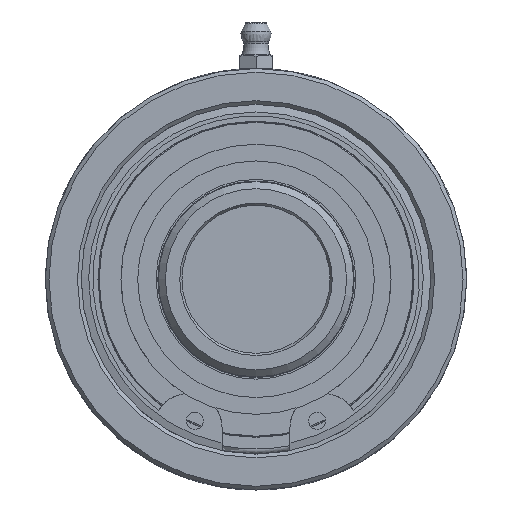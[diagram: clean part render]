
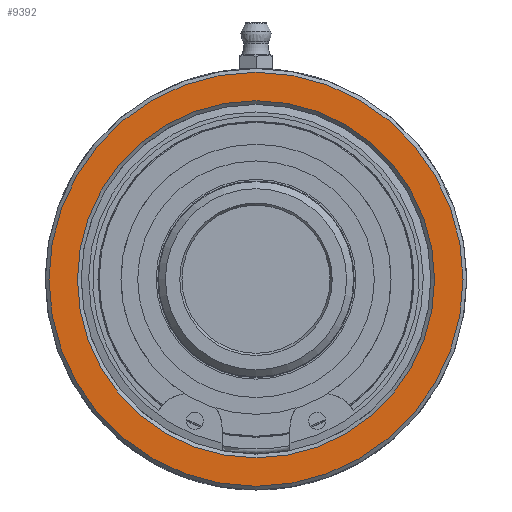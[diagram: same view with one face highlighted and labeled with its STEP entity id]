
A CAD part, left-side view. The second image highlights one B-rep face of the part: STEP entity #9392.
In plain terms, the highlighted planar face has unit normal (-1, 0, 0).
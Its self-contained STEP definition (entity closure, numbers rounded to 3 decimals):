
#452=FACE_BOUND('',#3241,.T.);
#1856=CIRCLE('',#10255,38.34);
#1857=CIRCLE('',#10257,44.45);
#2231=PLANE('',#10256);
#2666=FACE_OUTER_BOUND('',#3240,.T.);
#3240=EDGE_LOOP('',(#8296));
#3241=EDGE_LOOP('',(#8297));
#4481=VERTEX_POINT('',#20514);
#4482=VERTEX_POINT('',#20518);
#5795=EDGE_CURVE('',#4481,#4481,#1856,.T.);
#5796=EDGE_CURVE('',#4482,#4482,#1857,.T.);
#8296=ORIENTED_EDGE('',*,*,#5796,.F.);
#8297=ORIENTED_EDGE('',*,*,#5795,.F.);
#9392=ADVANCED_FACE('',(#2666,#452),#2231,.F.);
#10255=AXIS2_PLACEMENT_3D('',#20516,#12368,#12369);
#10256=AXIS2_PLACEMENT_3D('',#20517,#12370,#12371);
#10257=AXIS2_PLACEMENT_3D('',#20519,#12372,#12373);
#12368=DIRECTION('center_axis',(-1.,0.,0.));
#12369=DIRECTION('ref_axis',(0.,0.,-1.));
#12370=DIRECTION('center_axis',(1.,0.,0.));
#12371=DIRECTION('ref_axis',(0.,0.,-1.));
#12372=DIRECTION('center_axis',(1.,0.,0.));
#12373=DIRECTION('ref_axis',(0.,0.,-1.));
#20514=CARTESIAN_POINT('',(-47.95,0.,38.34));
#20516=CARTESIAN_POINT('Origin',(-47.95,0.,0.));
#20517=CARTESIAN_POINT('Origin',(-47.95,0.,-24.233));
#20518=CARTESIAN_POINT('',(-47.95,0.,44.45));
#20519=CARTESIAN_POINT('Origin',(-47.95,0.,0.));
